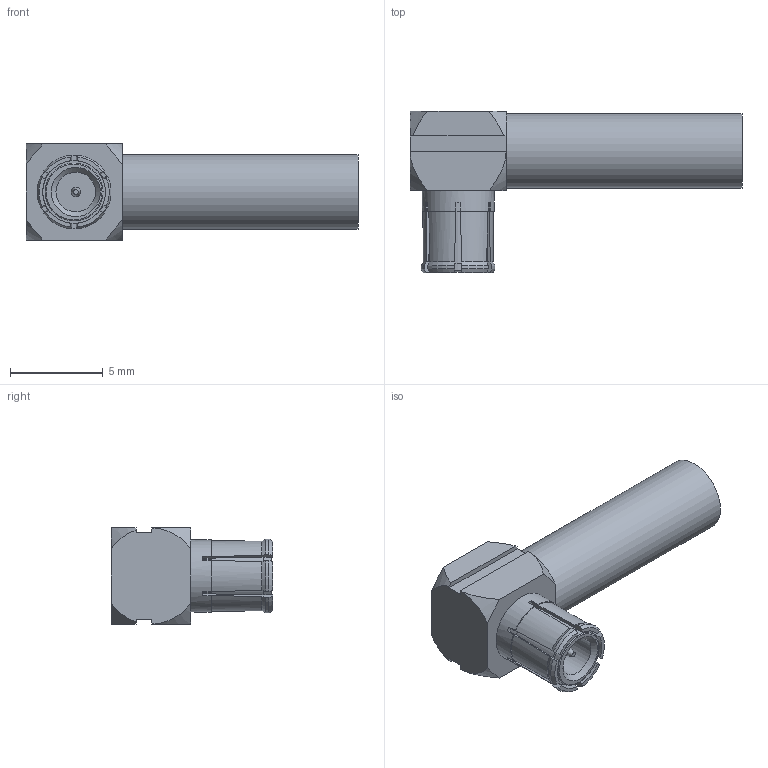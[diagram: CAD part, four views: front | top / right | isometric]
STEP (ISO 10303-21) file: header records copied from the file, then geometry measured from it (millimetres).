
FILE_DESCRIPTION (( 'STEP AP203' ), '1' );
FILE_NAME ('PE4879_3D.step', '2020-08-04T22:08:28', ( '' ), ( '' ), 'SwSTEP 2.0', 'SolidWorks 2018', '' );
FILE_SCHEMA (( 'CONFIG_CONTROL_DESIGN' ));
Length unit declared in the file: inch
Products named in the file (1): PE4879_3D
Bounding box: 17.88 x 8.69 x 5.18 mm (x, y, z)
Volume: 219.6 mm3; surface area: 640.7 mm2
Topology: 2 solids, 2 shells, 153 faces, 374 edges, 233 vertices
Faces by surface type: plane 78, cylinder 45, cone 29, torus 1
Full cylindrical faces by diameter (mm): 0.508 x1, 1.7 x1, 2.134 x1, 2.7 x1, 3.117 x1, 3.2 x1, 3.379 x1, 3.887 x1, 4 x1
Entity records: 4523 total; most frequent: CARTESIAN_POINT 1116, ORIENTED_EDGE 708, DIRECTION 668, EDGE_CURVE 354, AXIS2_PLACEMENT_3D 266, VERTEX_POINT 226, EDGE_LOOP 176, FACE_OUTER_BOUND 163
